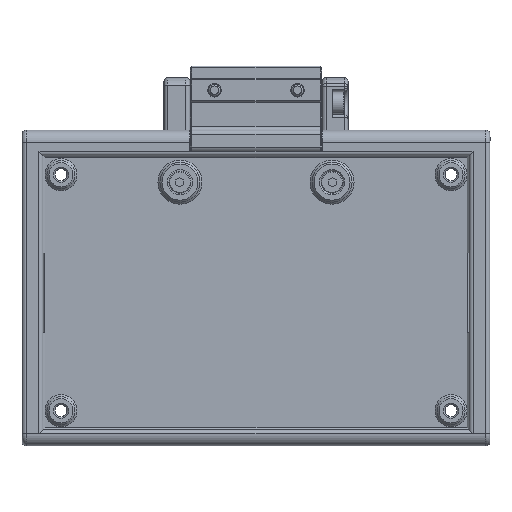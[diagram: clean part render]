
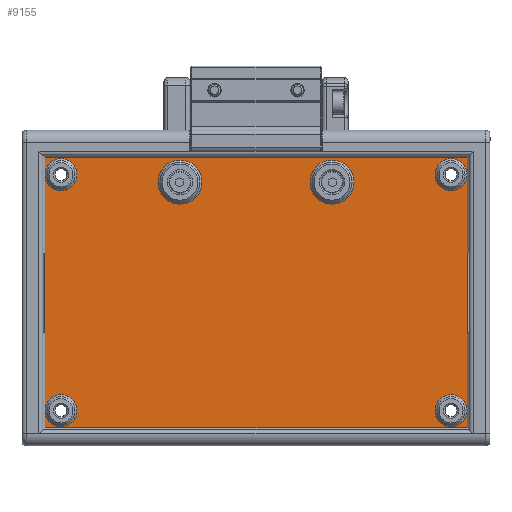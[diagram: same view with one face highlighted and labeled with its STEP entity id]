
A CAD part, front view. The second image highlights one B-rep face of the part: STEP entity #9155.
In plain terms, the highlighted planar face has unit normal (0, -1, -0.001).
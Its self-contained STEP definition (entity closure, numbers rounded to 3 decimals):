
#328=FACE_BOUND('',#1565,.T.);
#329=FACE_BOUND('',#1566,.T.);
#740=PLANE('',#9908);
#982=FACE_OUTER_BOUND('',#1564,.T.);
#1564=EDGE_LOOP('',(#6483,#6484,#6485,#6486,#6487,#6488,#6489,#6490,#6491,
#6492,#6493,#6494,#6495,#6496,#6497,#6498,#6499,#6500));
#1565=EDGE_LOOP('',(#6501));
#1566=EDGE_LOOP('',(#6502));
#2240=LINE('',#14243,#2911);
#2241=LINE('',#14244,#2912);
#2244=LINE('',#14249,#2915);
#2249=LINE('',#14259,#2920);
#2250=LINE('',#14260,#2921);
#2252=LINE('',#14265,#2923);
#2253=LINE('',#14266,#2924);
#2255=LINE('',#14269,#2926);
#2259=LINE('',#14277,#2930);
#2260=LINE('',#14278,#2931);
#2263=LINE('',#14283,#2934);
#2264=LINE('',#14286,#2935);
#2911=VECTOR('',#11205,10.);
#2912=VECTOR('',#11206,10.);
#2915=VECTOR('',#11211,10.);
#2920=VECTOR('',#11220,10.);
#2921=VECTOR('',#11221,10.);
#2923=VECTOR('',#11225,10.);
#2924=VECTOR('',#11226,10.);
#2926=VECTOR('',#11230,10.);
#2930=VECTOR('',#11238,10.);
#2931=VECTOR('',#11239,10.);
#2934=VECTOR('',#11244,10.);
#2935=VECTOR('',#11249,10.);
#3498=CIRCLE('',#9909,4.);
#3499=CIRCLE('',#9910,4.);
#3500=CIRCLE('',#9911,4.);
#3501=CIRCLE('',#9912,4.);
#3502=CIRCLE('',#9913,4.);
#3503=CIRCLE('',#9914,4.);
#3504=CIRCLE('',#9915,5.5);
#3505=CIRCLE('',#9916,5.5);
#3873=VERTEX_POINT('',#13721);
#3891=VERTEX_POINT('',#13768);
#3993=VERTEX_POINT('',#14240);
#3994=VERTEX_POINT('',#14242);
#3995=VERTEX_POINT('',#14247);
#3996=VERTEX_POINT('',#14254);
#3997=VERTEX_POINT('',#14256);
#3998=VERTEX_POINT('',#14258);
#3999=VERTEX_POINT('',#14262);
#4000=VERTEX_POINT('',#14264);
#4001=VERTEX_POINT('',#14274);
#4002=VERTEX_POINT('',#14276);
#4004=VERTEX_POINT('',#14288);
#4005=VERTEX_POINT('',#14291);
#4006=VERTEX_POINT('',#14294);
#4007=VERTEX_POINT('',#14296);
#4902=EDGE_CURVE('',#3993,#3994,#2240,.T.);
#4903=EDGE_CURVE('',#3994,#3873,#2241,.T.);
#4906=EDGE_CURVE('',#3995,#3993,#2244,.T.);
#4911=EDGE_CURVE('',#3997,#3998,#2249,.T.);
#4912=EDGE_CURVE('',#3998,#3996,#2250,.T.);
#4914=EDGE_CURVE('',#3999,#4000,#2252,.T.);
#4915=EDGE_CURVE('',#4000,#3891,#2253,.T.);
#4917=EDGE_CURVE('',#3996,#3999,#2255,.T.);
#4921=EDGE_CURVE('',#4001,#4002,#2259,.T.);
#4922=EDGE_CURVE('',#4002,#3995,#2260,.T.);
#4925=EDGE_CURVE('',#3873,#3997,#2263,.T.);
#4926=EDGE_CURVE('',#4002,#4002,#3498,.T.);
#4927=EDGE_CURVE('',#3891,#4001,#2264,.T.);
#4928=EDGE_CURVE('',#4000,#4000,#3499,.T.);
#4929=EDGE_CURVE('',#4004,#3998,#3500,.T.);
#4930=EDGE_CURVE('',#3998,#4004,#3501,.T.);
#4931=EDGE_CURVE('',#4005,#3994,#3502,.T.);
#4932=EDGE_CURVE('',#3994,#4005,#3503,.T.);
#4933=EDGE_CURVE('',#4006,#4006,#3504,.T.);
#4934=EDGE_CURVE('',#4007,#4007,#3505,.T.);
#6483=ORIENTED_EDGE('',*,*,#4902,.F.);
#6484=ORIENTED_EDGE('',*,*,#4906,.F.);
#6485=ORIENTED_EDGE('',*,*,#4922,.F.);
#6486=ORIENTED_EDGE('',*,*,#4926,.F.);
#6487=ORIENTED_EDGE('',*,*,#4921,.F.);
#6488=ORIENTED_EDGE('',*,*,#4927,.F.);
#6489=ORIENTED_EDGE('',*,*,#4915,.F.);
#6490=ORIENTED_EDGE('',*,*,#4928,.F.);
#6491=ORIENTED_EDGE('',*,*,#4914,.F.);
#6492=ORIENTED_EDGE('',*,*,#4917,.F.);
#6493=ORIENTED_EDGE('',*,*,#4912,.F.);
#6494=ORIENTED_EDGE('',*,*,#4929,.F.);
#6495=ORIENTED_EDGE('',*,*,#4930,.F.);
#6496=ORIENTED_EDGE('',*,*,#4911,.F.);
#6497=ORIENTED_EDGE('',*,*,#4925,.F.);
#6498=ORIENTED_EDGE('',*,*,#4903,.F.);
#6499=ORIENTED_EDGE('',*,*,#4931,.F.);
#6500=ORIENTED_EDGE('',*,*,#4932,.F.);
#6501=ORIENTED_EDGE('',*,*,#4933,.F.);
#6502=ORIENTED_EDGE('',*,*,#4934,.F.);
#9155=ADVANCED_FACE('',(#982,#328,#329),#740,.T.);
#9908=AXIS2_PLACEMENT_3D('',#14284,#11245,#11246);
#9909=AXIS2_PLACEMENT_3D('',#14285,#11247,#11248);
#9910=AXIS2_PLACEMENT_3D('',#14287,#11250,#11251);
#9911=AXIS2_PLACEMENT_3D('',#14289,#11252,#11253);
#9912=AXIS2_PLACEMENT_3D('',#14290,#11254,#11255);
#9913=AXIS2_PLACEMENT_3D('',#14292,#11256,#11257);
#9914=AXIS2_PLACEMENT_3D('',#14293,#11258,#11259);
#9915=AXIS2_PLACEMENT_3D('',#14295,#11260,#11261);
#9916=AXIS2_PLACEMENT_3D('',#14297,#11262,#11263);
#11205=DIRECTION('',(0.,0.,-1.));
#11206=DIRECTION('',(0.,0.,-1.));
#11211=DIRECTION('',(1.,0.,0.));
#11220=DIRECTION('',(0.,0.,-1.));
#11221=DIRECTION('',(0.,0.,-1.));
#11225=DIRECTION('',(0.,0.,1.));
#11226=DIRECTION('',(0.,0.,1.));
#11230=DIRECTION('',(-1.,0.,0.));
#11238=DIRECTION('',(0.,0.,1.));
#11239=DIRECTION('',(0.,0.,1.));
#11244=DIRECTION('',(0.,0.,-1.));
#11245=DIRECTION('center_axis',(0.,-1.,0.));
#11246=DIRECTION('ref_axis',(1.,0.,0.));
#11247=DIRECTION('center_axis',(0.,-1.,0.));
#11248=DIRECTION('ref_axis',(1.,0.,0.));
#11249=DIRECTION('',(0.,0.,1.));
#11250=DIRECTION('center_axis',(0.,-1.,0.));
#11251=DIRECTION('ref_axis',(1.,0.,0.));
#11252=DIRECTION('center_axis',(0.,-1.,0.));
#11253=DIRECTION('ref_axis',(1.,0.,0.));
#11254=DIRECTION('center_axis',(0.,-1.,0.));
#11255=DIRECTION('ref_axis',(1.,0.,0.));
#11256=DIRECTION('center_axis',(0.,-1.,0.));
#11257=DIRECTION('ref_axis',(1.,0.,0.));
#11258=DIRECTION('center_axis',(0.,-1.,0.));
#11259=DIRECTION('ref_axis',(1.,0.,0.));
#11260=DIRECTION('center_axis',(0.,-1.,0.));
#11261=DIRECTION('ref_axis',(1.,0.,0.));
#11262=DIRECTION('center_axis',(0.,-1.,0.));
#11263=DIRECTION('ref_axis',(1.,0.,0.));
#13721=CARTESIAN_POINT('',(104.625,-29.048,92.199));
#13768=CARTESIAN_POINT('',(-0.875,-29.048,72.199));
#14240=CARTESIAN_POINT('',(104.625,-29.048,115.949));
#14242=CARTESIAN_POINT('',(104.625,-29.048,111.699));
#14243=CARTESIAN_POINT('',(104.625,-29.048,99.324));
#14244=CARTESIAN_POINT('',(104.625,-29.048,99.324));
#14247=CARTESIAN_POINT('',(-0.875,-29.048,115.949));
#14249=CARTESIAN_POINT('',(25.25,-29.048,115.949));
#14254=CARTESIAN_POINT('',(104.625,-29.048,48.449));
#14256=CARTESIAN_POINT('',(104.625,-29.048,72.199));
#14258=CARTESIAN_POINT('',(104.625,-29.048,52.699));
#14259=CARTESIAN_POINT('',(104.625,-29.048,99.324));
#14260=CARTESIAN_POINT('',(104.625,-29.048,99.324));
#14262=CARTESIAN_POINT('',(-0.875,-29.048,48.449));
#14264=CARTESIAN_POINT('',(-0.875,-29.048,52.699));
#14265=CARTESIAN_POINT('',(-0.875,-29.048,68.524));
#14266=CARTESIAN_POINT('',(-0.875,-29.048,68.524));
#14269=CARTESIAN_POINT('',(25.25,-29.048,48.449));
#14274=CARTESIAN_POINT('',(-0.875,-29.048,92.199));
#14276=CARTESIAN_POINT('',(-0.875,-29.048,111.699));
#14277=CARTESIAN_POINT('',(-0.875,-29.048,68.524));
#14278=CARTESIAN_POINT('',(-0.875,-29.048,68.524));
#14283=CARTESIAN_POINT('',(104.625,-29.048,77.199));
#14284=CARTESIAN_POINT('Origin',(51.875,-29.048,82.199));
#14285=CARTESIAN_POINT('Origin',(3.125,-29.048,111.699));
#14286=CARTESIAN_POINT('',(-0.875,-29.048,87.199));
#14287=CARTESIAN_POINT('Origin',(3.125,-29.048,52.699));
#14288=CARTESIAN_POINT('',(96.625,-29.048,52.699));
#14289=CARTESIAN_POINT('Origin',(100.625,-29.048,52.699));
#14290=CARTESIAN_POINT('Origin',(100.625,-29.048,52.699));
#14291=CARTESIAN_POINT('',(96.625,-29.048,111.699));
#14292=CARTESIAN_POINT('Origin',(100.625,-29.048,111.699));
#14293=CARTESIAN_POINT('Origin',(100.625,-29.048,111.699));
#14294=CARTESIAN_POINT('',(65.375,-29.048,109.849));
#14295=CARTESIAN_POINT('Origin',(70.875,-29.048,109.849));
#14296=CARTESIAN_POINT('',(27.375,-29.048,109.849));
#14297=CARTESIAN_POINT('Origin',(32.875,-29.048,109.849));
